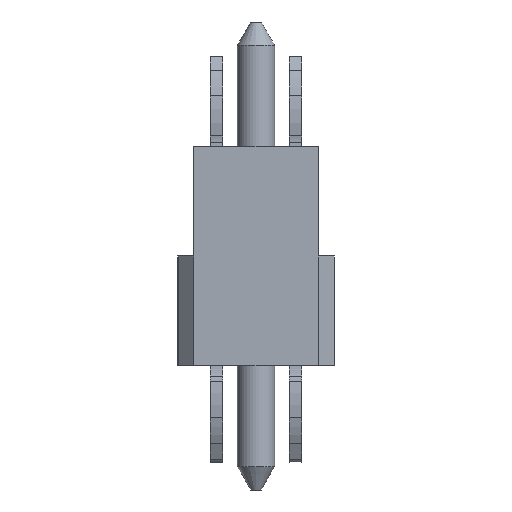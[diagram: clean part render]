
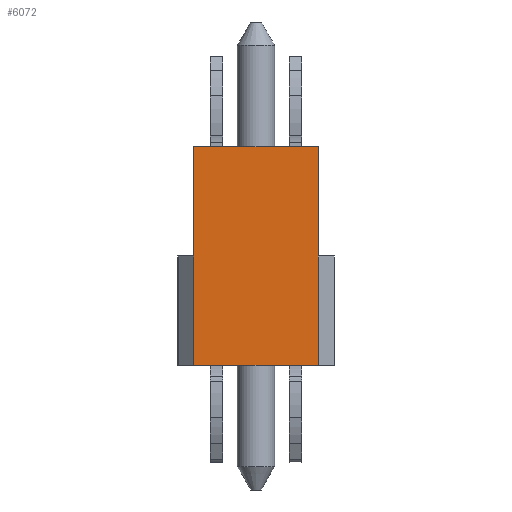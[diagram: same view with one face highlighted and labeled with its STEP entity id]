
A CAD part, left-side view. The second image highlights one B-rep face of the part: STEP entity #6072.
In plain terms, the highlighted planar face has unit normal (-1, 0, 0).
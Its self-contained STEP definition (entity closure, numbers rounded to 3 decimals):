
#900=FACE_OUTER_BOUND('',#1220,.T.);
#1220=EDGE_LOOP('',(#5493,#5494,#5495,#5496,#5497,#5498));
#1772=LINE('',#10449,#2310);
#1783=LINE('',#10470,#2321);
#1785=LINE('',#10474,#2323);
#1786=LINE('',#10476,#2324);
#1787=LINE('',#10478,#2325);
#1788=LINE('',#10479,#2326);
#2310=VECTOR('',#8632,1000.);
#2321=VECTOR('',#8651,1000.);
#2323=VECTOR('',#8655,1000.);
#2324=VECTOR('',#8658,1000.);
#2325=VECTOR('',#8659,1000.);
#2326=VECTOR('',#8660,1000.);
#2915=VERTEX_POINT('',#10446);
#2916=VERTEX_POINT('',#10448);
#2921=VERTEX_POINT('',#10466);
#2922=VERTEX_POINT('',#10468);
#2923=VERTEX_POINT('',#10472);
#2924=VERTEX_POINT('',#10477);
#3804=EDGE_CURVE('',#2916,#2915,#1772,.F.);
#3815=EDGE_CURVE('',#2921,#2922,#1783,.T.);
#3817=EDGE_CURVE('',#2915,#2923,#1785,.T.);
#3818=EDGE_CURVE('',#2923,#2921,#1786,.T.);
#3819=EDGE_CURVE('',#2924,#2922,#1787,.F.);
#3820=EDGE_CURVE('',#2916,#2924,#1788,.T.);
#5493=ORIENTED_EDGE('',*,*,#3818,.T.);
#5494=ORIENTED_EDGE('',*,*,#3815,.T.);
#5495=ORIENTED_EDGE('',*,*,#3819,.F.);
#5496=ORIENTED_EDGE('',*,*,#3820,.F.);
#5497=ORIENTED_EDGE('',*,*,#3804,.T.);
#5498=ORIENTED_EDGE('',*,*,#3817,.T.);
#5752=PLANE('',#6766);
#6072=ADVANCED_FACE('',(#900),#5752,.F.);
#6766=AXIS2_PLACEMENT_3D('',#10475,#8656,#8657);
#8632=DIRECTION('',(0.,0.,1.));
#8651=DIRECTION('',(0.,0.,1.));
#8655=DIRECTION('',(0.,0.,-1.));
#8656=DIRECTION('center_axis',(1.,0.,0.));
#8657=DIRECTION('ref_axis',(0.,1.,0.));
#8658=DIRECTION('',(0.,-1.,0.));
#8659=DIRECTION('',(0.,0.,1.));
#8660=DIRECTION('',(0.,-1.,0.));
#10446=CARTESIAN_POINT('',(-7.62,2.,3.5));
#10448=CARTESIAN_POINT('',(-7.62,2.,7.));
#10449=CARTESIAN_POINT('',(-7.62,2.,5.5));
#10466=CARTESIAN_POINT('',(-7.62,-2.,0.));
#10468=CARTESIAN_POINT('',(-7.62,-2.,3.5));
#10470=CARTESIAN_POINT('',(-7.62,-2.,7.));
#10472=CARTESIAN_POINT('',(-7.62,2.,0.));
#10474=CARTESIAN_POINT('',(-7.62,2.,7.));
#10475=CARTESIAN_POINT('Origin',(-7.62,-2.5,7.));
#10476=CARTESIAN_POINT('',(-7.62,-2.5,0.));
#10477=CARTESIAN_POINT('',(-7.62,-2.,7.));
#10478=CARTESIAN_POINT('',(-7.62,-2.,7.));
#10479=CARTESIAN_POINT('',(-7.62,-2.5,7.));
